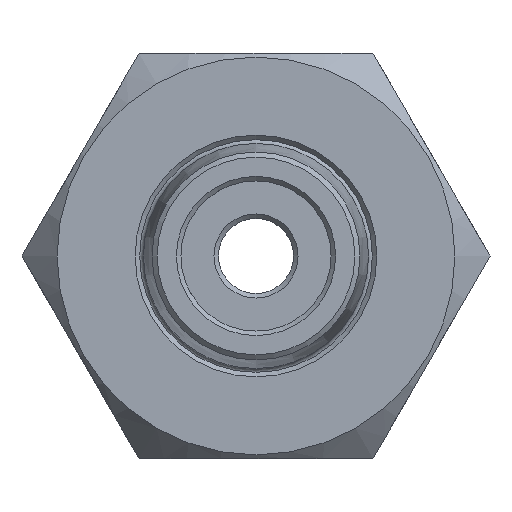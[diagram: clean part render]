
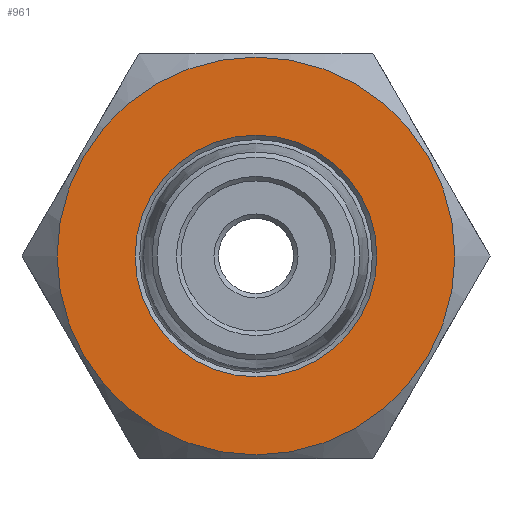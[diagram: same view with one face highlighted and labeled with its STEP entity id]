
A CAD part, left-side view. The second image highlights one B-rep face of the part: STEP entity #961.
In plain terms, the highlighted planar face has unit normal (-1, 0, 0).
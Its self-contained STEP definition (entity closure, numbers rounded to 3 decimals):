
#46=FACE_BOUND('',#166,.T.);
#71=PLANE('',#1108);
#101=FACE_OUTER_BOUND('',#165,.T.);
#165=EDGE_LOOP('',(#697));
#166=EDGE_LOOP('',(#698));
#334=CIRCLE('',#1089,13.25);
#341=CIRCLE('',#1103,8.05);
#426=VERTEX_POINT('',#1638);
#432=VERTEX_POINT('',#1664);
#520=EDGE_CURVE('',#426,#426,#334,.T.);
#532=EDGE_CURVE('',#432,#432,#341,.T.);
#697=ORIENTED_EDGE('',*,*,#520,.T.);
#698=ORIENTED_EDGE('',*,*,#532,.F.);
#961=ADVANCED_FACE('',(#101,#46),#71,.T.);
#1089=AXIS2_PLACEMENT_3D('',#1640,#1248,#1249);
#1103=AXIS2_PLACEMENT_3D('',#1665,#1281,#1282);
#1108=AXIS2_PLACEMENT_3D('',#1675,#1293,#1294);
#1248=DIRECTION('center_axis',(-1.,0.,0.));
#1249=DIRECTION('ref_axis',(0.,1.,0.));
#1281=DIRECTION('center_axis',(-1.,0.,0.));
#1282=DIRECTION('ref_axis',(0.,0.,-1.));
#1293=DIRECTION('center_axis',(-1.,0.,0.));
#1294=DIRECTION('ref_axis',(0.,0.,1.));
#1638=CARTESIAN_POINT('',(-13.5,-13.25,0.));
#1640=CARTESIAN_POINT('Origin',(-13.5,0.,0.));
#1664=CARTESIAN_POINT('',(-13.5,0.,8.05));
#1665=CARTESIAN_POINT('Origin',(-13.5,0.,0.));
#1675=CARTESIAN_POINT('Origin',(-13.5,0.,0.));
